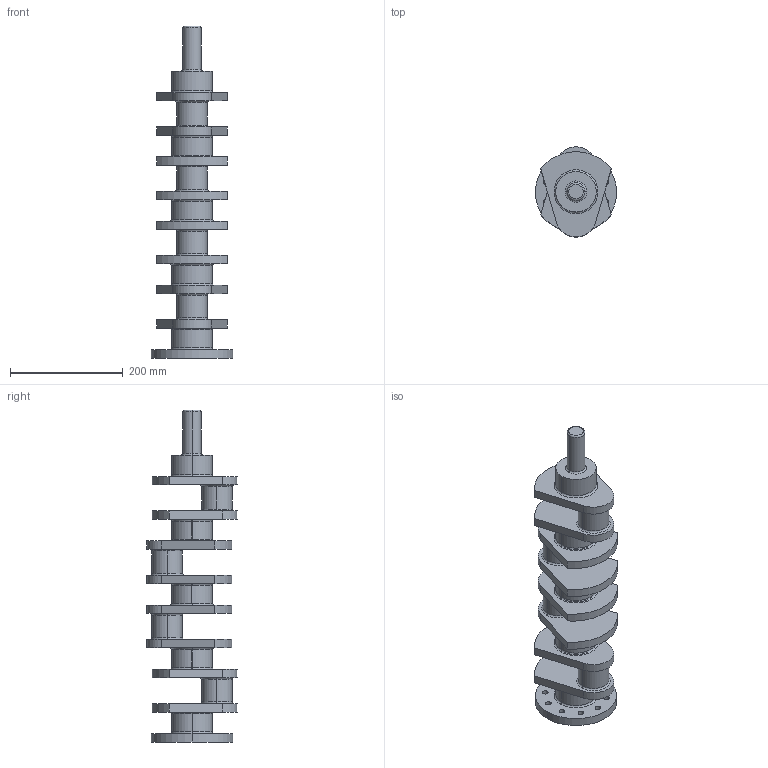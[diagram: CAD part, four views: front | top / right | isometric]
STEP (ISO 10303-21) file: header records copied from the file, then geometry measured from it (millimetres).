
FILE_DESCRIPTION (( 'STEP AP203' ), '1' );
FILE_NAME ('Crank Shaft.STEP', '2023-11-12T17:29:06', ( '' ), ( '' ), 'SwSTEP 2.0', 'SolidWorks 2023', '' );
FILE_SCHEMA (( 'CONFIG_CONTROL_DESIGN' ));
Length unit declared in the file: millimetre
Products named in the file (1): Crank Shaft
Bounding box: 144 x 159.74 x 589 mm (x, y, z)
Volume: 3541915.7 mm3; surface area: 382148.3 mm2
Topology: 4 solids, 4 shells, 144 faces, 316 edges, 198 vertices
Faces by surface type: cylinder 64, plane 42, torus 38
Entity records: 4131 total; most frequent: DIRECTION 810, CARTESIAN_POINT 659, ORIENTED_EDGE 632, AXIS2_PLACEMENT_3D 349, EDGE_CURVE 316, CIRCLE 204, VERTEX_POINT 198, EDGE_LOOP 182
